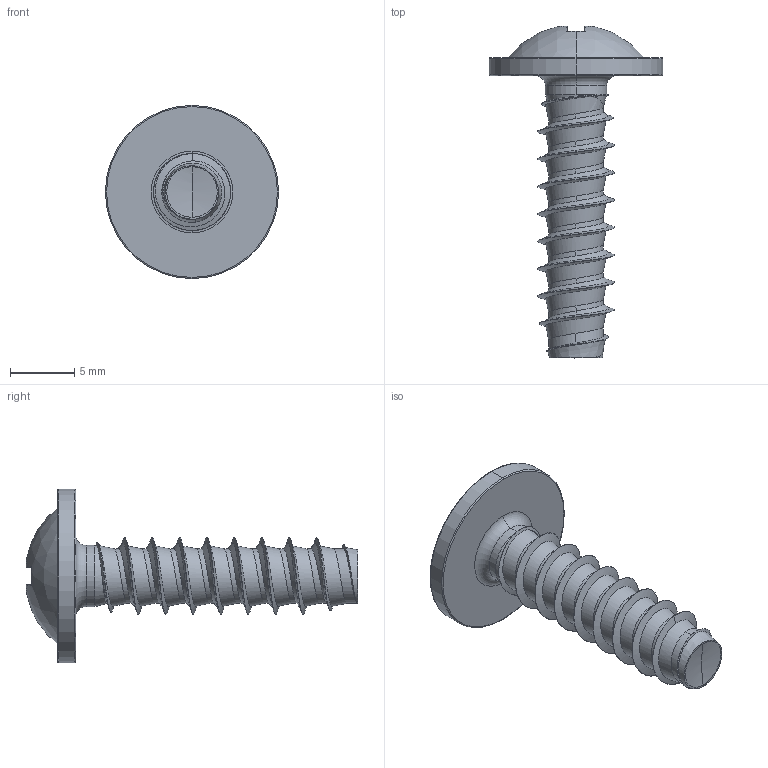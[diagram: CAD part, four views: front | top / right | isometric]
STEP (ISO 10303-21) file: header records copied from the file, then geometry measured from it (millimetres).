
FILE_DESCRIPTION (( 'STEP AP203' ), '1' );
FILE_NAME ('STP210600220.STEP', '2017-08-15T01:55:37', ( '' ), ( '' ), 'SwSTEP 2.0', 'SolidWorks 2015', '' );
FILE_SCHEMA (( 'CONFIG_CONTROL_DESIGN' ));
Length unit declared in the file: millimetre
Products named in the file (1): STP210600220
Bounding box: 13.5 x 25.88 x 13.5 mm (x, y, z)
Volume: 668.8 mm3; surface area: 857.8 mm2
Topology: 1 solids, 1 shells, 188 faces, 447 edges, 262 vertices
Faces by surface type: bspline 55, cylinder 44, plane 31, torus 30, sphere 20, cone 8
Entity records: 24930 total; most frequent: CARTESIAN_POINT 21001, ORIENTED_EDGE 890, DIRECTION 728, EDGE_CURVE 445, AXIS2_PLACEMENT_3D 320, VERTEX_POINT 262, EDGE_LOOP 191, FACE_OUTER_BOUND 188
